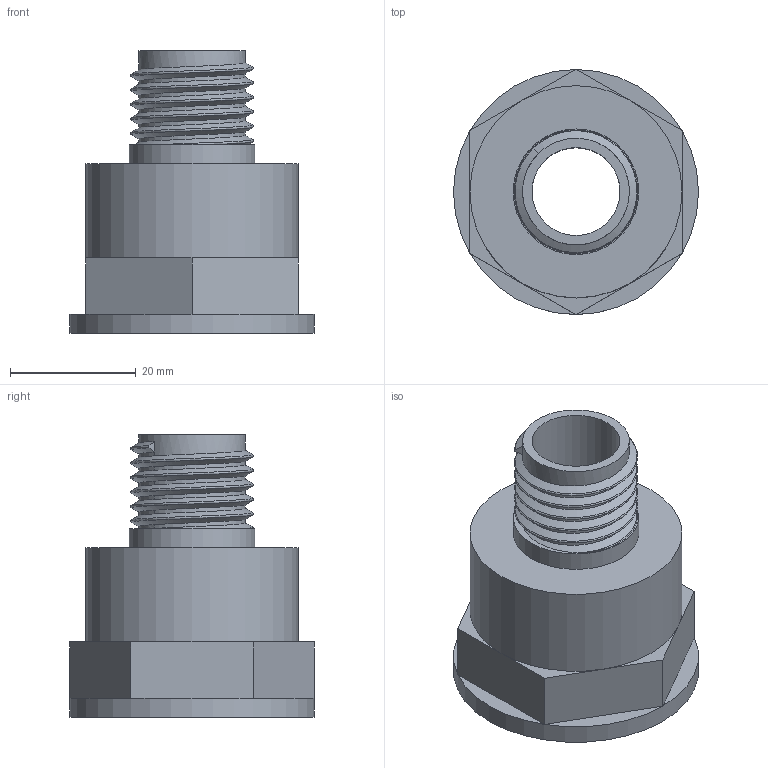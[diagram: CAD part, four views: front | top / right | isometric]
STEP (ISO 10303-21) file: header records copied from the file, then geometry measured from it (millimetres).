
FILE_DESCRIPTION (( 'STEP AP203' ), '1' );
FILE_NAME ('00238_0503.STEP', '2017-07-14T12:44:10', ( '' ), ( '' ), 'SwSTEP 2.0', 'SolidWorks 2011', '' );
FILE_SCHEMA (( 'CONFIG_CONTROL_DESIGN' ));
Length unit declared in the file: millimetre
Products named in the file (1): 00238_0503
Bounding box: 39 x 39 x 45 mm (x, y, z)
Volume: 14308.3 mm3; surface area: 12330.9 mm2
Topology: 1 solids, 1 shells, 48 faces, 107 edges, 65 vertices
Faces by surface type: plane 27, cylinder 12, bspline 7, cone 2
Full cylindrical faces by diameter (mm): 14 x1, 17 x6, 20 x1, 26 x1, 33.775 x1, 39 x1
Entity records: 4992 total; most frequent: CARTESIAN_POINT 4118, ORIENTED_EDGE 158, DIRECTION 156, EDGE_CURVE 79, AXIS2_PLACEMENT_3D 62, EDGE_LOOP 55, VERTEX_POINT 50, FACE_OUTER_BOUND 48
